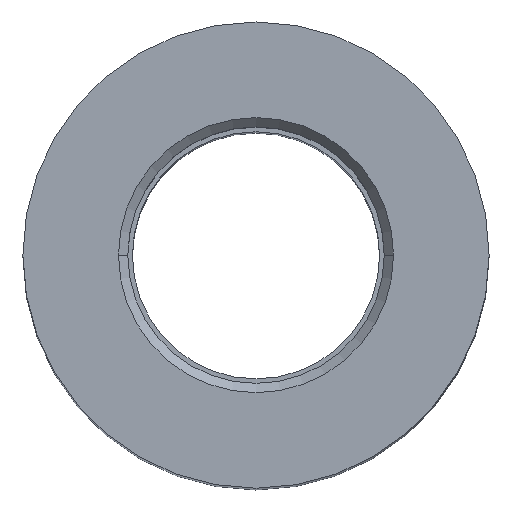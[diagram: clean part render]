
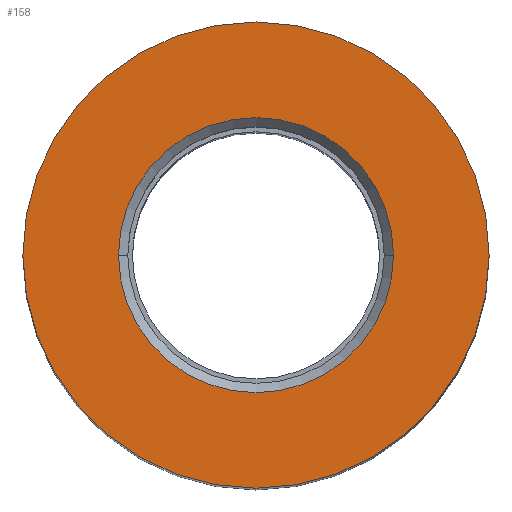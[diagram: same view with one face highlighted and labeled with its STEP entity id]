
A CAD part, top view. The second image highlights one B-rep face of the part: STEP entity #158.
In plain terms, the highlighted planar face has unit normal (0, 0, 1).
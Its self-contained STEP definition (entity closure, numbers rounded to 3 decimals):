
#3 = VERTEX_POINT ( 'NONE', #132 ) ;
#5 = FACE_BOUND ( 'NONE', #360, .T. ) ;
#55 = AXIS2_PLACEMENT_3D ( 'NONE', #362, #184, #177 ) ;
#60 = DIRECTION ( 'NONE',  ( 0., 0., -1. ) ) ;
#68 = DIRECTION ( 'NONE',  ( 1., 0., 0. ) ) ;
#78 = PLANE ( 'NONE',  #55 ) ;
#82 = CIRCLE ( 'NONE', #143, 5.9 ) ;
#91 = EDGE_CURVE ( 'NONE', #341, #267, #82, .T. ) ;
#95 = CARTESIAN_POINT ( 'NONE',  ( 5.9, 0., 44. ) ) ;
#97 = CARTESIAN_POINT ( 'NONE',  ( 0., 0., 44. ) ) ;
#98 = CARTESIAN_POINT ( 'NONE',  ( 0., 0., 44. ) ) ;
#113 = CARTESIAN_POINT ( 'NONE',  ( 10., 0., 44. ) ) ;
#121 = CIRCLE ( 'NONE', #440, 10. ) ;
#122 = AXIS2_PLACEMENT_3D ( 'NONE', #272, #266, #409 ) ;
#126 = ORIENTED_EDGE ( 'NONE', *, *, #385, .T. ) ;
#132 = CARTESIAN_POINT ( 'NONE',  ( -10., 0., 44. ) ) ;
#143 = AXIS2_PLACEMENT_3D ( 'NONE', #98, #413, #68 ) ;
#158 = ADVANCED_FACE ( 'NONE', ( #5, #223 ), #78, .T. ) ;
#177 = DIRECTION ( 'NONE',  ( 1., 0., 0. ) ) ;
#184 = DIRECTION ( 'NONE',  ( 0., 0., 1. ) ) ;
#189 = ORIENTED_EDGE ( 'NONE', *, *, #340, .T. ) ;
#200 = DIRECTION ( 'NONE',  ( 0., 0., 1. ) ) ;
#206 = CIRCLE ( 'NONE', #122, 10. ) ;
#223 = FACE_OUTER_BOUND ( 'NONE', #224, .T. ) ;
#224 = EDGE_LOOP ( 'NONE', ( #126, #262 ) ) ;
#236 = CIRCLE ( 'NONE', #380, 5.9 ) ;
#262 = ORIENTED_EDGE ( 'NONE', *, *, #323, .T. ) ;
#265 = VERTEX_POINT ( 'NONE', #113 ) ;
#266 = DIRECTION ( 'NONE',  ( 0., 0., 1. ) ) ;
#267 = VERTEX_POINT ( 'NONE', #353 ) ;
#272 = CARTESIAN_POINT ( 'NONE',  ( 0., 0., 44. ) ) ;
#303 = CARTESIAN_POINT ( 'NONE',  ( 0., 0., 44. ) ) ;
#323 = EDGE_CURVE ( 'NONE', #265, #3, #121, .T. ) ;
#324 = ORIENTED_EDGE ( 'NONE', *, *, #91, .T. ) ;
#340 = EDGE_CURVE ( 'NONE', #267, #341, #236, .T. ) ;
#341 = VERTEX_POINT ( 'NONE', #95 ) ;
#353 = CARTESIAN_POINT ( 'NONE',  ( -5.9, 0., 44. ) ) ;
#360 = EDGE_LOOP ( 'NONE', ( #324, #189 ) ) ;
#362 = CARTESIAN_POINT ( 'NONE',  ( 0., 0., 44. ) ) ;
#370 = DIRECTION ( 'NONE',  ( 1., 0., 0. ) ) ;
#380 = AXIS2_PLACEMENT_3D ( 'NONE', #303, #60, #449 ) ;
#385 = EDGE_CURVE ( 'NONE', #3, #265, #206, .T. ) ;
#409 = DIRECTION ( 'NONE',  ( 1., 0., 0. ) ) ;
#413 = DIRECTION ( 'NONE',  ( 0., 0., -1. ) ) ;
#440 = AXIS2_PLACEMENT_3D ( 'NONE', #97, #200, #370 ) ;
#449 = DIRECTION ( 'NONE',  ( 1., 0., 0. ) ) ;
